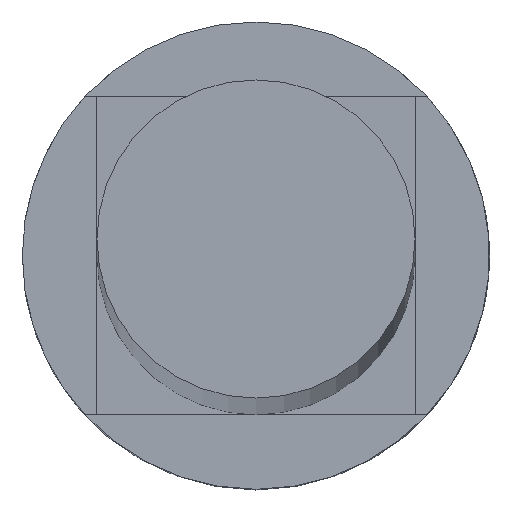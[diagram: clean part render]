
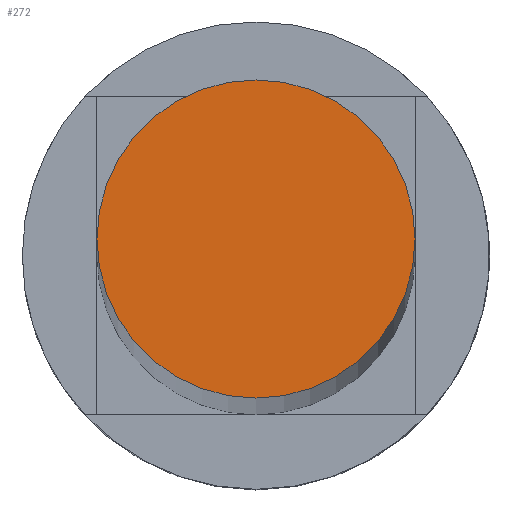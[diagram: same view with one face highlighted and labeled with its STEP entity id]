
A CAD part, top view. The second image highlights one B-rep face of the part: STEP entity #272.
In plain terms, the highlighted planar face has unit normal (0, 0, 1).
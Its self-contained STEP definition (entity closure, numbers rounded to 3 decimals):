
#25=CIRCLE('',#310,1.6);
#40=FACE_OUTER_BOUND('',#56,.T.);
#56=EDGE_LOOP('',(#230));
#133=VERTEX_POINT('',#465);
#167=EDGE_CURVE('',#133,#133,#25,.T.);
#230=ORIENTED_EDGE('',*,*,#167,.T.);
#257=PLANE('',#311);
#272=ADVANCED_FACE('',(#40),#257,.F.);
#310=AXIS2_PLACEMENT_3D('',#466,#383,#384);
#311=AXIS2_PLACEMENT_3D('',#468,#386,#387);
#383=DIRECTION('center_axis',(0.,0.,1.));
#384=DIRECTION('ref_axis',(-1.,0.,0.));
#386=DIRECTION('center_axis',(0.,0.,-1.));
#387=DIRECTION('ref_axis',(-1.,0.,0.));
#465=CARTESIAN_POINT('',(1.6,0.,100.));
#466=CARTESIAN_POINT('Origin',(0.,0.,100.));
#468=CARTESIAN_POINT('Origin',(0.,0.,100.));
